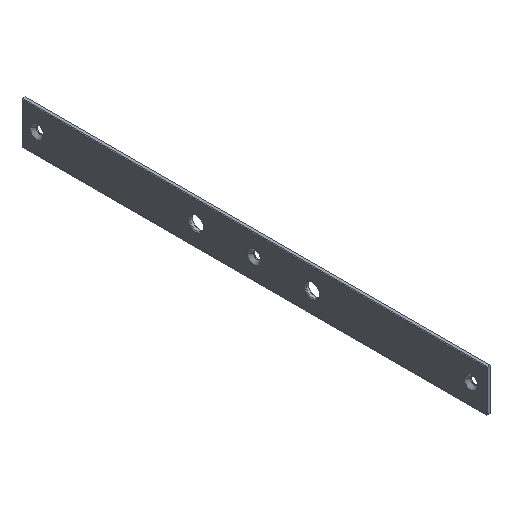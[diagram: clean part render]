
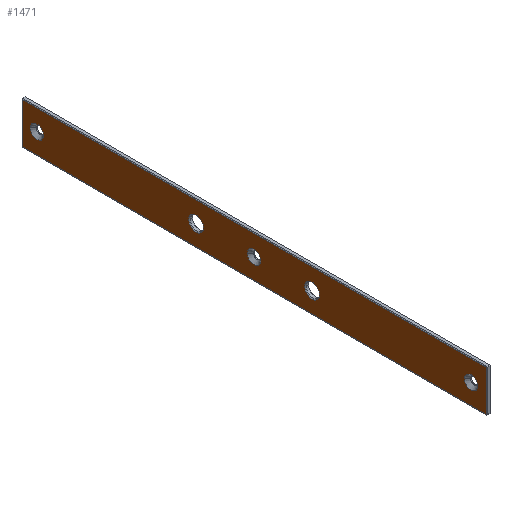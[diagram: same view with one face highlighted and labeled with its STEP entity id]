
A CAD part, isometric view. The second image highlights one B-rep face of the part: STEP entity #1471.
In plain terms, the highlighted planar face has unit normal (-1, 0, 0).
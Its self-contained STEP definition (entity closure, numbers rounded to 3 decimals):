
#250=DIRECTION('',(0.,1.,0.));
#251=VECTOR('',#250,592.);
#252=CARTESIAN_POINT('',(-278.,-296.,267.7));
#253=LINE('',#252,#251);
#278=DIRECTION('',(0.,0.,-1.));
#279=VECTOR('',#278,52.);
#280=CARTESIAN_POINT('',(-278.,-296.,319.7));
#281=LINE('',#280,#279);
#299=CARTESIAN_POINT('',(-278.,-74.,293.7));
#300=DIRECTION('',(1.,0.,0.));
#301=DIRECTION('',(0.,-1.,0.));
#302=AXIS2_PLACEMENT_3D('',#299,#300,#301);
#307=CARTESIAN_POINT('',(-278.,-74.,293.7));
#308=DIRECTION('',(1.,0.,0.));
#309=DIRECTION('',(0.,0.,1.));
#310=AXIS2_PLACEMENT_3D('',#307,#308,#309);
#315=CARTESIAN_POINT('',(-278.,-74.,293.7));
#316=DIRECTION('',(1.,0.,0.));
#317=DIRECTION('',(0.,1.,0.));
#318=AXIS2_PLACEMENT_3D('',#315,#316,#317);
#323=CARTESIAN_POINT('',(-278.,-74.,293.7));
#324=DIRECTION('',(1.,0.,0.));
#325=DIRECTION('',(0.,0.,-1.));
#326=AXIS2_PLACEMENT_3D('',#323,#324,#325);
#331=CARTESIAN_POINT('',(-278.,74.,293.7));
#332=DIRECTION('',(1.,0.,0.));
#333=DIRECTION('',(0.,-1.,0.));
#334=AXIS2_PLACEMENT_3D('',#331,#332,#333);
#339=CARTESIAN_POINT('',(-278.,74.,293.7));
#340=DIRECTION('',(1.,0.,0.));
#341=DIRECTION('',(0.,0.,1.));
#342=AXIS2_PLACEMENT_3D('',#339,#340,#341);
#347=CARTESIAN_POINT('',(-278.,74.,293.7));
#348=DIRECTION('',(1.,0.,0.));
#349=DIRECTION('',(0.,1.,0.));
#350=AXIS2_PLACEMENT_3D('',#347,#348,#349);
#355=CARTESIAN_POINT('',(-278.,74.,293.7));
#356=DIRECTION('',(1.,0.,0.));
#357=DIRECTION('',(0.,0.,-1.));
#358=AXIS2_PLACEMENT_3D('',#355,#356,#357);
#363=CARTESIAN_POINT('',(-278.,-277.,293.7));
#364=DIRECTION('',(1.,0.,0.));
#365=DIRECTION('',(0.,1.,0.));
#366=AXIS2_PLACEMENT_3D('',#363,#364,#365);
#371=CARTESIAN_POINT('',(-278.,-277.,293.7));
#372=DIRECTION('',(1.,0.,0.));
#373=DIRECTION('',(0.,-1.,0.));
#374=AXIS2_PLACEMENT_3D('',#371,#372,#373);
#379=CARTESIAN_POINT('',(-278.,0.,293.7));
#380=DIRECTION('',(1.,0.,0.));
#381=DIRECTION('',(0.,1.,0.));
#382=AXIS2_PLACEMENT_3D('',#379,#380,#381);
#387=CARTESIAN_POINT('',(-278.,0.,293.7));
#388=DIRECTION('',(1.,0.,0.));
#389=DIRECTION('',(0.,-1.,0.));
#390=AXIS2_PLACEMENT_3D('',#387,#388,#389);
#395=CARTESIAN_POINT('',(-278.,277.,293.7));
#396=DIRECTION('',(1.,0.,0.));
#397=DIRECTION('',(0.,1.,0.));
#398=AXIS2_PLACEMENT_3D('',#395,#396,#397);
#403=CARTESIAN_POINT('',(-278.,277.,293.7));
#404=DIRECTION('',(1.,0.,0.));
#405=DIRECTION('',(0.,-1.,0.));
#406=AXIS2_PLACEMENT_3D('',#403,#404,#405);
#418=DIRECTION('',(0.,0.,1.));
#419=VECTOR('',#418,52.);
#420=CARTESIAN_POINT('',(-278.,296.,267.7));
#421=LINE('',#420,#419);
#614=DIRECTION('',(0.,-1.,0.));
#615=VECTOR('',#614,592.);
#616=CARTESIAN_POINT('',(-278.,296.,319.7));
#617=LINE('',#616,#615);
#1025=CARTESIAN_POINT('',(-278.,296.,267.7));
#1026=VERTEX_POINT('',#1025);
#1036=CARTESIAN_POINT('',(-278.,-296.,319.7));
#1038=VERTEX_POINT('',#1036);
#1041=CARTESIAN_POINT('',(-278.,-296.,267.7));
#1042=VERTEX_POINT('',#1041);
#1043=CARTESIAN_POINT('',(-278.,296.,319.7));
#1044=VERTEX_POINT('',#1043);
#1086=CARTESIAN_POINT('',(-278.,285.4,293.7));
#1088=VERTEX_POINT('',#1086);
#1090=CARTESIAN_POINT('',(-278.,268.6,293.7));
#1092=VERTEX_POINT('',#1090);
#1098=CARTESIAN_POINT('',(-278.,-268.6,293.7));
#1100=VERTEX_POINT('',#1098);
#1102=CARTESIAN_POINT('',(-278.,-285.4,293.7));
#1104=VERTEX_POINT('',#1102);
#1110=CARTESIAN_POINT('',(-278.,-74.,303.2));
#1112=VERTEX_POINT('',#1110);
#1114=CARTESIAN_POINT('',(-278.,-74.,284.2));
#1116=VERTEX_POINT('',#1114);
#1117=CARTESIAN_POINT('',(-278.,-64.5,293.7));
#1118=VERTEX_POINT('',#1117);
#1119=CARTESIAN_POINT('',(-278.,-83.5,293.7));
#1120=VERTEX_POINT('',#1119);
#1134=CARTESIAN_POINT('',(-278.,74.,303.2));
#1136=VERTEX_POINT('',#1134);
#1138=CARTESIAN_POINT('',(-278.,74.,284.2));
#1140=VERTEX_POINT('',#1138);
#1141=CARTESIAN_POINT('',(-278.,83.5,293.7));
#1142=VERTEX_POINT('',#1141);
#1143=CARTESIAN_POINT('',(-278.,64.5,293.7));
#1144=VERTEX_POINT('',#1143);
#1165=CARTESIAN_POINT('',(-278.,8.4,293.7));
#1166=VERTEX_POINT('',#1165);
#1167=CARTESIAN_POINT('',(-278.,-8.4,293.7));
#1168=VERTEX_POINT('',#1167);
#1420=CARTESIAN_POINT('',(-278.,38.,172.7));
#1421=DIRECTION('',(-1.,0.,0.));
#1422=DIRECTION('',(0.,0.,-1.));
#1423=AXIS2_PLACEMENT_3D('',#1420,#1421,#1422);
#1424=PLANE('',#1423);
#1425=ORIENTED_EDGE('',*,*,#1405,.T.);
#1426=ORIENTED_EDGE('',*,*,#1368,.T.);
#1428=ORIENTED_EDGE('',*,*,#1427,.T.);
#1430=ORIENTED_EDGE('',*,*,#1429,.T.);
#1431=EDGE_LOOP('',(#1425,#1426,#1428,#1430));
#1432=FACE_OUTER_BOUND('',#1431,.F.);
#1434=ORIENTED_EDGE('',*,*,#1433,.F.);
#1436=ORIENTED_EDGE('',*,*,#1435,.F.);
#1438=ORIENTED_EDGE('',*,*,#1437,.F.);
#1440=ORIENTED_EDGE('',*,*,#1439,.F.);
#1441=EDGE_LOOP('',(#1434,#1436,#1438,#1440));
#1442=FACE_BOUND('',#1441,.F.);
#1444=ORIENTED_EDGE('',*,*,#1443,.F.);
#1446=ORIENTED_EDGE('',*,*,#1445,.F.);
#1448=ORIENTED_EDGE('',*,*,#1447,.F.);
#1450=ORIENTED_EDGE('',*,*,#1449,.F.);
#1451=EDGE_LOOP('',(#1444,#1446,#1448,#1450));
#1452=FACE_BOUND('',#1451,.F.);
#1454=ORIENTED_EDGE('',*,*,#1453,.F.);
#1456=ORIENTED_EDGE('',*,*,#1455,.F.);
#1457=EDGE_LOOP('',(#1454,#1456));
#1458=FACE_BOUND('',#1457,.F.);
#1460=ORIENTED_EDGE('',*,*,#1459,.F.);
#1462=ORIENTED_EDGE('',*,*,#1461,.F.);
#1463=EDGE_LOOP('',(#1460,#1462));
#1464=FACE_BOUND('',#1463,.F.);
#1466=ORIENTED_EDGE('',*,*,#1465,.F.);
#1468=ORIENTED_EDGE('',*,*,#1467,.F.);
#1469=EDGE_LOOP('',(#1466,#1468));
#1470=FACE_BOUND('',#1469,.F.);
#303=CIRCLE('',#302,9.5);
#311=CIRCLE('',#310,9.5);
#319=CIRCLE('',#318,9.5);
#327=CIRCLE('',#326,9.5);
#335=CIRCLE('',#334,9.5);
#343=CIRCLE('',#342,9.5);
#351=CIRCLE('',#350,9.5);
#359=CIRCLE('',#358,9.5);
#367=CIRCLE('',#366,8.4);
#375=CIRCLE('',#374,8.4);
#383=CIRCLE('',#382,8.4);
#391=CIRCLE('',#390,8.4);
#399=CIRCLE('',#398,8.4);
#407=CIRCLE('',#406,8.4);
#1368=EDGE_CURVE('',#1042,#1026,#253,.T.);
#1405=EDGE_CURVE('',#1038,#1042,#281,.T.);
#1427=EDGE_CURVE('',#1026,#1044,#421,.T.);
#1429=EDGE_CURVE('',#1044,#1038,#617,.T.);
#1433=EDGE_CURVE('',#1120,#1116,#303,.T.);
#1435=EDGE_CURVE('',#1112,#1120,#311,.T.);
#1437=EDGE_CURVE('',#1118,#1112,#319,.T.);
#1439=EDGE_CURVE('',#1116,#1118,#327,.T.);
#1443=EDGE_CURVE('',#1144,#1140,#335,.T.);
#1445=EDGE_CURVE('',#1136,#1144,#343,.T.);
#1447=EDGE_CURVE('',#1142,#1136,#351,.T.);
#1449=EDGE_CURVE('',#1140,#1142,#359,.T.);
#1453=EDGE_CURVE('',#1100,#1104,#367,.T.);
#1455=EDGE_CURVE('',#1104,#1100,#375,.T.);
#1459=EDGE_CURVE('',#1166,#1168,#383,.T.);
#1461=EDGE_CURVE('',#1168,#1166,#391,.T.);
#1465=EDGE_CURVE('',#1088,#1092,#399,.T.);
#1467=EDGE_CURVE('',#1092,#1088,#407,.T.);
#1471=ADVANCED_FACE('',(#1432,#1442,#1452,#1458,#1464,#1470),#1424,.T.);
